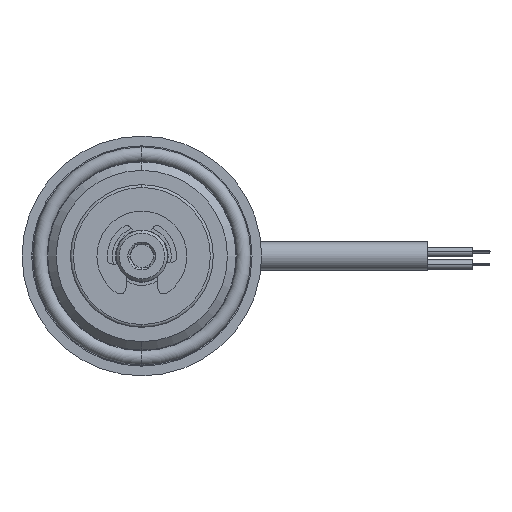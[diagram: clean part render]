
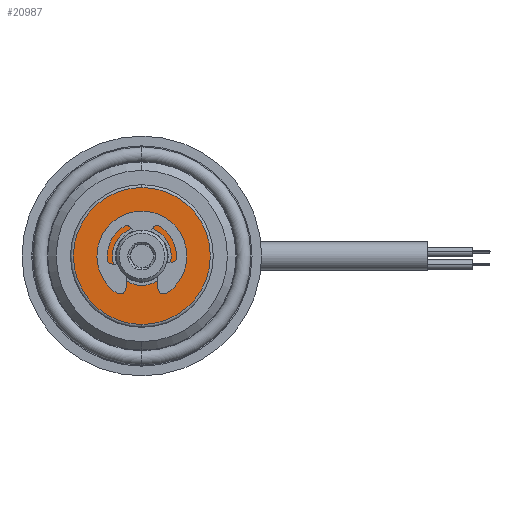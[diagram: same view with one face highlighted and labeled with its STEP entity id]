
A CAD part, front view. The second image highlights one B-rep face of the part: STEP entity #20987.
In plain terms, the highlighted planar face has unit normal (0, -1, 0).
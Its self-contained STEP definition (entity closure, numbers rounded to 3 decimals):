
#427 = DIRECTION ( 'NONE',  ( 0., 1., 0. ) ) ;
#991 = ORIENTED_EDGE ( 'NONE', *, *, #8660, .T. ) ;
#2153 = DIRECTION ( 'NONE',  ( 0., 0., 1. ) ) ;
#2899 = AXIS2_PLACEMENT_3D ( 'NONE', #10198, #3221, #6940 ) ;
#3221 = DIRECTION ( 'NONE',  ( 0., 1., 0. ) ) ;
#3762 = VERTEX_POINT ( 'NONE', #25388 ) ;
#6940 = DIRECTION ( 'NONE',  ( 0., 0., 1. ) ) ;
#8275 = CARTESIAN_POINT ( 'NONE',  ( 0., -176., 0. ) ) ;
#8660 = EDGE_CURVE ( 'NONE', #31703, #30171, #29301, .T. ) ;
#10166 = AXIS2_PLACEMENT_3D ( 'NONE', #36121, #36312, #16557 ) ;
#10198 = CARTESIAN_POINT ( 'NONE',  ( 0., -176., 0. ) ) ;
#11807 = AXIS2_PLACEMENT_3D ( 'NONE', #16865, #17250, #2153 ) ;
#14334 = FACE_OUTER_BOUND ( 'NONE', #23658, .T. ) ;
#14575 = ORIENTED_EDGE ( 'NONE', *, *, #14642, .T. ) ;
#14642 = EDGE_CURVE ( 'NONE', #30171, #31703, #25429, .T. ) ;
#14850 = CIRCLE ( 'NONE', #11807, 12. ) ;
#15832 = VERTEX_POINT ( 'NONE', #31940 ) ;
#16557 = DIRECTION ( 'NONE',  ( 0., 0., 1. ) ) ;
#16865 = CARTESIAN_POINT ( 'NONE',  ( 0., -176., 0. ) ) ;
#17086 = DIRECTION ( 'NONE',  ( 0., 0., 1. ) ) ;
#17250 = DIRECTION ( 'NONE',  ( 0., -1., 0. ) ) ;
#17681 = ORIENTED_EDGE ( 'NONE', *, *, #24189, .T. ) ;
#18726 = CIRCLE ( 'NONE', #10166, 12. ) ;
#19721 = DIRECTION ( 'NONE',  ( 0., 1., 0. ) ) ;
#20595 = ORIENTED_EDGE ( 'NONE', *, *, #35187, .T. ) ;
#20987 = ADVANCED_FACE ( 'NONE', ( #14334, #29171 ), #26513, .F. ) ;
#23658 = EDGE_LOOP ( 'NONE', ( #20595, #17681 ) ) ;
#24189 = EDGE_CURVE ( 'NONE', #15832, #3762, #14850, .T. ) ;
#25388 = CARTESIAN_POINT ( 'NONE',  ( 0., -176., 12. ) ) ;
#25429 = CIRCLE ( 'NONE', #2899, 5.15 ) ;
#25751 = EDGE_LOOP ( 'NONE', ( #14575, #991 ) ) ;
#26513 = PLANE ( 'NONE',  #30114 ) ;
#29171 = FACE_BOUND ( 'NONE', #25751, .T. ) ;
#29301 = CIRCLE ( 'NONE', #37156, 5.15 ) ;
#29710 = CARTESIAN_POINT ( 'NONE',  ( 0., -176., -5.15 ) ) ;
#30114 = AXIS2_PLACEMENT_3D ( 'NONE', #32200, #427, #35246 ) ;
#30171 = VERTEX_POINT ( 'NONE', #35965 ) ;
#31703 = VERTEX_POINT ( 'NONE', #29710 ) ;
#31940 = CARTESIAN_POINT ( 'NONE',  ( 0., -176., -12. ) ) ;
#32200 = CARTESIAN_POINT ( 'NONE',  ( 5.15, -176., 0. ) ) ;
#35187 = EDGE_CURVE ( 'NONE', #3762, #15832, #18726, .T. ) ;
#35246 = DIRECTION ( 'NONE',  ( 0., 0., 1. ) ) ;
#35965 = CARTESIAN_POINT ( 'NONE',  ( 0., -176., 5.15 ) ) ;
#36121 = CARTESIAN_POINT ( 'NONE',  ( 0., -176., 0. ) ) ;
#36312 = DIRECTION ( 'NONE',  ( 0., -1., 0. ) ) ;
#37156 = AXIS2_PLACEMENT_3D ( 'NONE', #8275, #19721, #17086 ) ;
